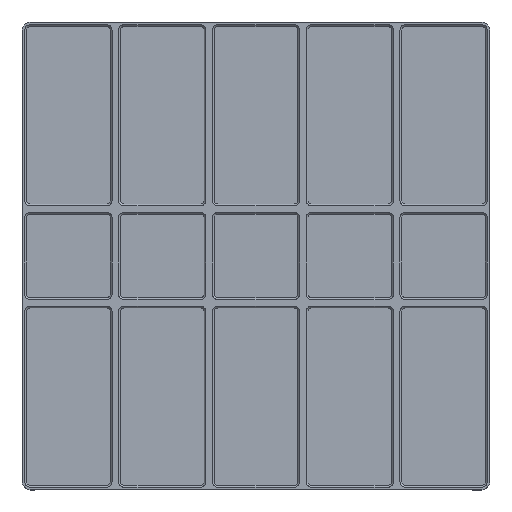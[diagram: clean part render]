
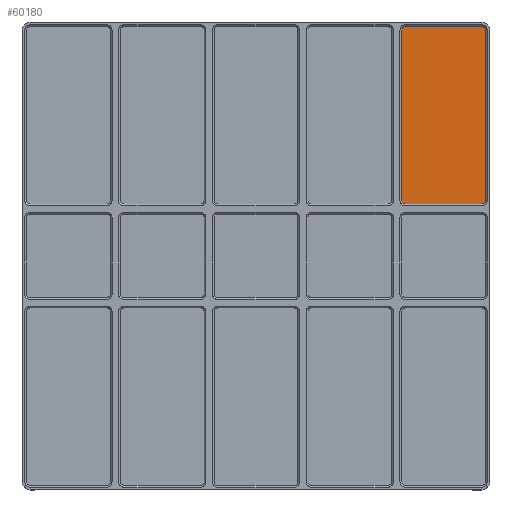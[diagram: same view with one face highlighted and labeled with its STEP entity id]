
A CAD part, top view. The second image highlights one B-rep face of the part: STEP entity #60180.
In plain terms, the highlighted planar face has unit normal (0, 0, 1).
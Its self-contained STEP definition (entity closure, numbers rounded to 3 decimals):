
#56720=CARTESIAN_POINT('',(291.75,290.15,7.));
#56730=VERTEX_POINT('',#56720);
#56760=CARTESIAN_POINT('',(290.15,290.15,7.));
#56770=DIRECTION('',(0.,0.,-1.));
#56780=DIRECTION('',(-1.,0.,0.));
#56790=AXIS2_PLACEMENT_3D('',#56760,#56770,#56780);
#56800=CIRCLE('',#56790,1.6);
#56810=CARTESIAN_POINT('',(290.15,291.75,7.));
#56820=VERTEX_POINT('',#56810);
#56830=EDGE_CURVE('',#56820,#56730,#56800,.T.);
#59530=CARTESIAN_POINT('',(273.,273.,7.));
#59540=DIRECTION('',(0.,0.,1.));
#59550=DIRECTION('',(1.,0.,0.));
#59560=AXIS2_PLACEMENT_3D('',#59530,#59540,#59550);
#59570=PLANE('',#59560);
#59580=CARTESIAN_POINT('',(255.85,290.15,7.));
#59590=DIRECTION('',(0.,0.,-1.));
#59600=DIRECTION('',(-1.,0.,0.));
#59610=AXIS2_PLACEMENT_3D('',#59580,#59590,#59600);
#59620=CIRCLE('',#59610,1.6);
#59630=CARTESIAN_POINT('',(254.25,290.15,7.));
#59640=VERTEX_POINT('',#59630);
#59650=CARTESIAN_POINT('',(255.85,291.75,7.));
#59660=VERTEX_POINT('',#59650);
#59670=EDGE_CURVE('',#59640,#59660,#59620,.T.);
#59680=ORIENTED_EDGE('',*,*,#59670,.F.);
#59690=CARTESIAN_POINT('',(257.,291.75,7.));
#59700=DIRECTION('',(1.,0.,0.));
#59710=VECTOR('',#59700,1.);
#59720=LINE('',#59690,#59710);
#59730=EDGE_CURVE('',#59660,#56820,#59720,.T.);
#59740=ORIENTED_EDGE('',*,*,#59730,.F.);
#59750=ORIENTED_EDGE('',*,*,#56830,.F.);
#59760=CARTESIAN_POINT('',(291.75,247.,7.));
#59770=DIRECTION('',(0.,-1.,0.));
#59780=VECTOR('',#59770,1.);
#59790=LINE('',#59760,#59780);
#59800=CARTESIAN_POINT('',(291.75,213.85,7.));
#59810=VERTEX_POINT('',#59800);
#59820=EDGE_CURVE('',#56730,#59810,#59790,.T.);
#59830=ORIENTED_EDGE('',*,*,#59820,.F.);
#59840=CARTESIAN_POINT('',(290.15,213.85,7.));
#59850=DIRECTION('',(0.,0.,-1.));
#59860=DIRECTION('',(1.,0.,0.));
#59870=AXIS2_PLACEMENT_3D('',#59840,#59850,#59860);
#59880=CIRCLE('',#59870,1.6);
#59890=CARTESIAN_POINT('',(290.15,212.25,7.));
#59900=VERTEX_POINT('',#59890);
#59910=EDGE_CURVE('',#59810,#59900,#59880,.T.);
#59920=ORIENTED_EDGE('',*,*,#59910,.F.);
#59930=CARTESIAN_POINT('',(289.,212.25,7.));
#59940=DIRECTION('',(-1.,0.,0.));
#59950=VECTOR('',#59940,1.);
#59960=LINE('',#59930,#59950);
#59970=CARTESIAN_POINT('',(255.85,212.25,7.));
#59980=VERTEX_POINT('',#59970);
#59990=EDGE_CURVE('',#59900,#59980,#59960,.T.);
#60000=ORIENTED_EDGE('',*,*,#59990,.F.);
#60010=CARTESIAN_POINT('',(255.85,213.85,7.));
#60020=DIRECTION('',(0.,0.,-1.));
#60030=DIRECTION('',(1.,0.,0.));
#60040=AXIS2_PLACEMENT_3D('',#60010,#60020,#60030);
#60050=CIRCLE('',#60040,1.6);
#60060=CARTESIAN_POINT('',(254.25,213.85,7.));
#60070=VERTEX_POINT('',#60060);
#60080=EDGE_CURVE('',#59980,#60070,#60050,.T.);
#60090=ORIENTED_EDGE('',*,*,#60080,.F.);
#60100=CARTESIAN_POINT('',(254.25,257.,7.));
#60110=DIRECTION('',(0.,1.,0.));
#60120=VECTOR('',#60110,1.);
#60130=LINE('',#60100,#60120);
#60140=EDGE_CURVE('',#60070,#59640,#60130,.T.);
#60150=ORIENTED_EDGE('',*,*,#60140,.F.);
#60160=EDGE_LOOP('',(#60150,#60090,#60000,#59920,#59830,#59750,#59740,
#59680));
#60170=FACE_OUTER_BOUND('',#60160,.T.);
#60180=ADVANCED_FACE('',(#60170),#59570,.T.);
